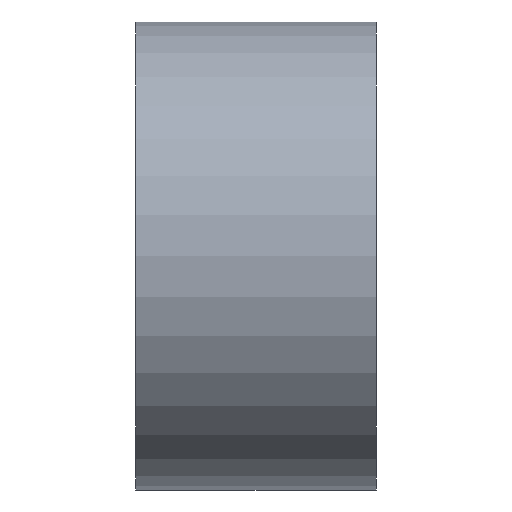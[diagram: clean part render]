
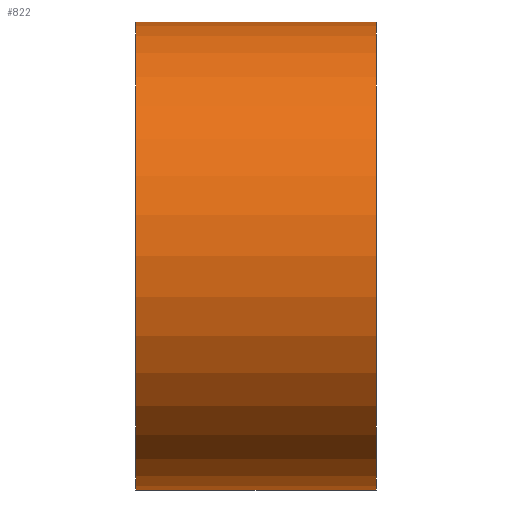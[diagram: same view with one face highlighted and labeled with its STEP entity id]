
A CAD part, left-side view. The second image highlights one B-rep face of the part: STEP entity #822.
In plain terms, the highlighted cylindrical face has radius 35 mm (diameter 70 mm), a partial arc.
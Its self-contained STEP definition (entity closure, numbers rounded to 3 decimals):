
#61 = DIRECTION ( 'NONE',  ( 0., 1., 0. ) ) ;
#243 = CARTESIAN_POINT ( 'NONE',  ( 0., -8., 35. ) ) ;
#332 = ORIENTED_EDGE ( 'NONE', *, *, #3316, .T. ) ;
#418 = AXIS2_PLACEMENT_3D ( 'NONE', #2723, #998, #1307 ) ;
#465 = CIRCLE ( 'NONE', #418, 35. ) ;
#587 = VERTEX_POINT ( 'NONE', #3122 ) ;
#625 = AXIS2_PLACEMENT_3D ( 'NONE', #3827, #61, #3868 ) ;
#746 = ORIENTED_EDGE ( 'NONE', *, *, #4208, .F. ) ;
#822 = ADVANCED_FACE ( 'NONE', ( #3938 ), #4428, .T. ) ;
#969 = EDGE_CURVE ( 'NONE', #3651, #587, #4210, .T. ) ;
#998 = DIRECTION ( 'NONE',  ( 0., -1., 0. ) ) ;
#1192 = CARTESIAN_POINT ( 'NONE',  ( 0., -8., -35. ) ) ;
#1307 = DIRECTION ( 'NONE',  ( 0., 0., 1. ) ) ;
#1749 = AXIS2_PLACEMENT_3D ( 'NONE', #3228, #1852, #2205 ) ;
#1852 = DIRECTION ( 'NONE',  ( 0., 1., 0. ) ) ;
#1908 = DIRECTION ( 'NONE',  ( 0., 1., 0. ) ) ;
#2205 = DIRECTION ( 'NONE',  ( 0., 0., 1. ) ) ;
#2292 = VERTEX_POINT ( 'NONE', #2803 ) ;
#2318 = LINE ( 'NONE', #243, #3711 ) ;
#2723 = CARTESIAN_POINT ( 'NONE',  ( 0., 10., 0. ) ) ;
#2803 = CARTESIAN_POINT ( 'NONE',  ( 0., 10., -35. ) ) ;
#2922 = ORIENTED_EDGE ( 'NONE', *, *, #969, .T. ) ;
#3064 = VECTOR ( 'NONE', #4284, 1000. ) ;
#3116 = EDGE_LOOP ( 'NONE', ( #746, #2922, #332, #3561 ) ) ;
#3122 = CARTESIAN_POINT ( 'NONE',  ( 0., -26., 35. ) ) ;
#3228 = CARTESIAN_POINT ( 'NONE',  ( 0., -8., 0. ) ) ;
#3316 = EDGE_CURVE ( 'NONE', #587, #3462, #2318, .T. ) ;
#3458 = EDGE_CURVE ( 'NONE', #3462, #2292, #465, .T. ) ;
#3462 = VERTEX_POINT ( 'NONE', #4395 ) ;
#3561 = ORIENTED_EDGE ( 'NONE', *, *, #3458, .T. ) ;
#3651 = VERTEX_POINT ( 'NONE', #3856 ) ;
#3711 = VECTOR ( 'NONE', #1908, 1000. ) ;
#3802 = LINE ( 'NONE', #1192, #3064 ) ;
#3827 = CARTESIAN_POINT ( 'NONE',  ( 0., -26., 0. ) ) ;
#3856 = CARTESIAN_POINT ( 'NONE',  ( 0., -26., -35. ) ) ;
#3868 = DIRECTION ( 'NONE',  ( 0., 0., 1. ) ) ;
#3938 = FACE_OUTER_BOUND ( 'NONE', #3116, .T. ) ;
#4208 = EDGE_CURVE ( 'NONE', #3651, #2292, #3802, .T. ) ;
#4210 = CIRCLE ( 'NONE', #625, 35. ) ;
#4284 = DIRECTION ( 'NONE',  ( 0., 1., 0. ) ) ;
#4395 = CARTESIAN_POINT ( 'NONE',  ( 0., 10., 35. ) ) ;
#4428 = CYLINDRICAL_SURFACE ( 'NONE', #1749, 35. ) ;
